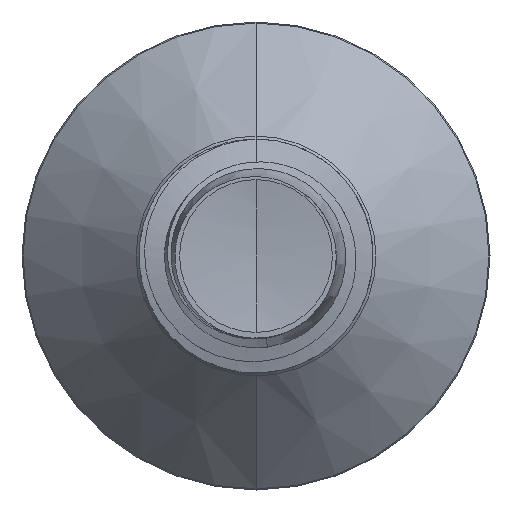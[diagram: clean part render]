
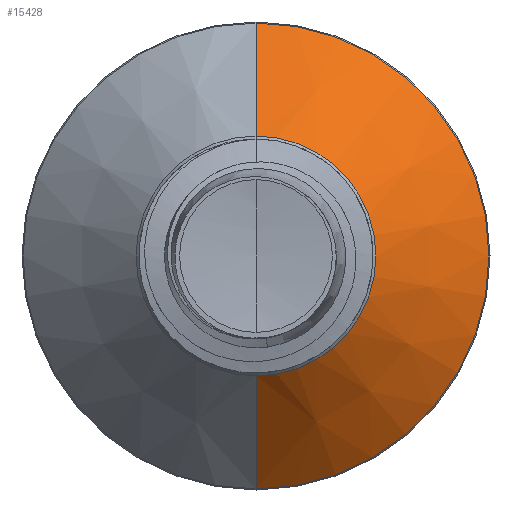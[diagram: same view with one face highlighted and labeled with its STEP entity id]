
A CAD part, front view. The second image highlights one B-rep face of the part: STEP entity #15428.
In plain terms, the highlighted conical face has half-angle 45 degrees and reference radius 2.563 mm.
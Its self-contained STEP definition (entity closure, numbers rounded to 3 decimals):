
#5 = AXIS2_PLACEMENT_3D ( 'NONE', #4765, #7151, #13161 ) ;
#140 = VERTEX_POINT ( 'NONE', #2232 ) ;
#882 = CARTESIAN_POINT ( 'NONE',  ( 0., 7.228, 0. ) ) ;
#1955 = VECTOR ( 'NONE', #14882, 1000. ) ;
#2192 = DIRECTION ( 'NONE',  ( 0., 0., 1. ) ) ;
#2232 = CARTESIAN_POINT ( 'NONE',  ( 0., 7.228, 4.978 ) ) ;
#2753 = EDGE_CURVE ( 'NONE', #11197, #5424, #12637, .T. ) ;
#2892 = CARTESIAN_POINT ( 'NONE',  ( 0., 4.813, 0. ) ) ;
#3919 = ORIENTED_EDGE ( 'NONE', *, *, #2753, .T. ) ;
#4154 = DIRECTION ( 'NONE',  ( 0., 0., 1. ) ) ;
#4765 = CARTESIAN_POINT ( 'NONE',  ( 0., 4.813, 0. ) ) ;
#4824 = DIRECTION ( 'NONE',  ( 0., 0.707, -0.707 ) ) ;
#4911 = CARTESIAN_POINT ( 'NONE',  ( 0., 4.813, 2.563 ) ) ;
#5424 = VERTEX_POINT ( 'NONE', #8311 ) ;
#5672 = ORIENTED_EDGE ( 'NONE', *, *, #15318, .F. ) ;
#6005 = EDGE_CURVE ( 'NONE', #9814, #11197, #13719, .T. ) ;
#6271 = VECTOR ( 'NONE', #4824, 1000. ) ;
#6591 = CARTESIAN_POINT ( 'NONE',  ( 0., 4.813, 2.563 ) ) ;
#7151 = DIRECTION ( 'NONE',  ( 0., 1., 0. ) ) ;
#7642 = CARTESIAN_POINT ( 'NONE',  ( 0., 4.813, -2.563 ) ) ;
#8065 = AXIS2_PLACEMENT_3D ( 'NONE', #2892, #11392, #4154 ) ;
#8311 = CARTESIAN_POINT ( 'NONE',  ( 0., 7.228, -4.978 ) ) ;
#8705 = ORIENTED_EDGE ( 'NONE', *, *, #6005, .T. ) ;
#9259 = CIRCLE ( 'NONE', #11889, 4.978 ) ;
#9550 = DIRECTION ( 'NONE',  ( 0., 1., 0. ) ) ;
#9814 = VERTEX_POINT ( 'NONE', #4911 ) ;
#10687 = CARTESIAN_POINT ( 'NONE',  ( 0., 4.813, -2.563 ) ) ;
#11197 = VERTEX_POINT ( 'NONE', #7642 ) ;
#11392 = DIRECTION ( 'NONE',  ( 0., 1., 0. ) ) ;
#11651 = CONICAL_SURFACE ( 'NONE', #5, 2.563, 0.785 ) ;
#11674 = ORIENTED_EDGE ( 'NONE', *, *, #12813, .F. ) ;
#11889 = AXIS2_PLACEMENT_3D ( 'NONE', #882, #9550, #2192 ) ;
#12393 = FACE_OUTER_BOUND ( 'NONE', #13023, .T. ) ;
#12637 = LINE ( 'NONE', #10687, #6271 ) ;
#12813 = EDGE_CURVE ( 'NONE', #9814, #140, #14053, .T. ) ;
#13023 = EDGE_LOOP ( 'NONE', ( #8705, #3919, #5672, #11674 ) ) ;
#13161 = DIRECTION ( 'NONE',  ( 0., 0., 1. ) ) ;
#13719 = CIRCLE ( 'NONE', #8065, 2.563 ) ;
#14053 = LINE ( 'NONE', #6591, #1955 ) ;
#14882 = DIRECTION ( 'NONE',  ( 0., 0.707, 0.707 ) ) ;
#15318 = EDGE_CURVE ( 'NONE', #140, #5424, #9259, .T. ) ;
#15428 = ADVANCED_FACE ( 'NONE', ( #12393 ), #11651, .T. ) ;
